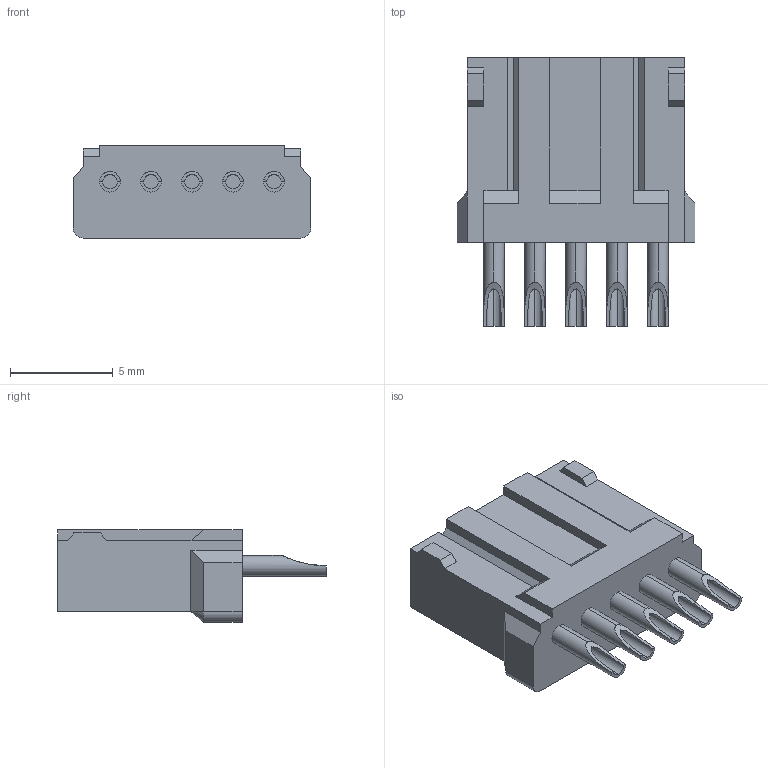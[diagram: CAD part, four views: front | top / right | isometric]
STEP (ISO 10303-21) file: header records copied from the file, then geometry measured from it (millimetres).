
FILE_DESCRIPTION((''),'2;1');
FILE_NAME('F0JL04-P05SW000-01','2025-10-10T',('工程三'),(''),'PRO/ENGINEER BY PARAMETRIC TECHNOLOGY CORPORATION, 2010280','PRO/ENGINEER BY PARAMETRIC TECHNOLOGY CORPORATION, 2010280','');
FILE_SCHEMA(('CONFIG_CONTROL_DESIGN'));
Length unit declared in the file: millimetre
Products named in the file (1): F0JL04-P05SW000-01
Bounding box: 11.6 x 13.1 x 4.5 mm (x, y, z)
Volume: 329.5 mm3; surface area: 842.8 mm2
Topology: 1 solids, 6 shells, 489 faces, 1163 edges, 714 vertices
Faces by surface type: cylinder 222, plane 155, torus 110, cone 2
Entity records: 14732 total; most frequent: CARTESIAN_POINT 3104, DIRECTION 2648, ORIENTED_EDGE 2322, EDGE_CURVE 1161, AXIS2_PLACEMENT_3D 1118, VERTEX_POINT 714, CIRCLE 629, EDGE_LOOP 529
